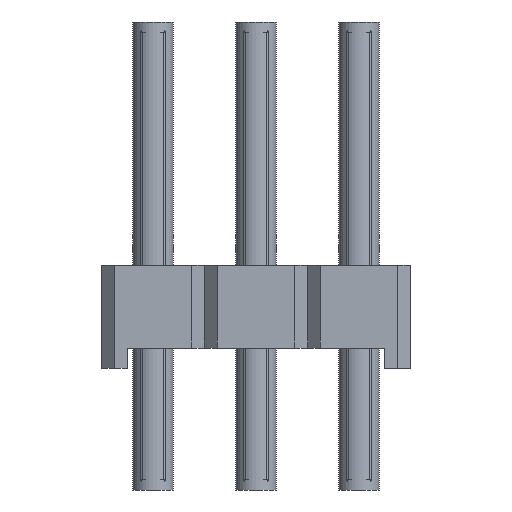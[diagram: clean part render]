
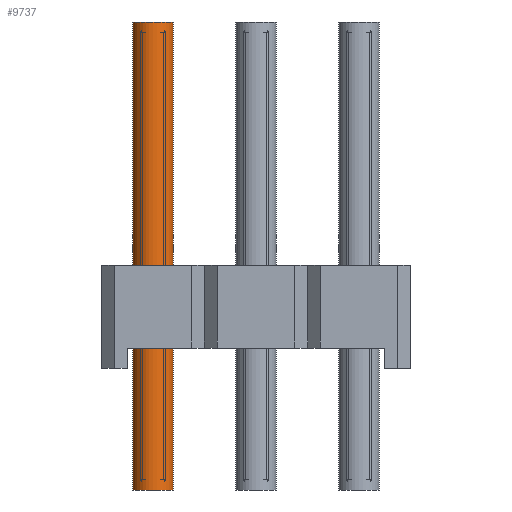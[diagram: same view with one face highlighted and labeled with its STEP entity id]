
A CAD part, left-side view. The second image highlights one B-rep face of the part: STEP entity #9737.
In plain terms, the highlighted cylindrical face has radius 0.5 mm (diameter 1 mm), a full revolution.
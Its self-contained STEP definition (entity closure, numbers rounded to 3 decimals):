
#203=CIRCLE('',#10278,0.5);
#204=CIRCLE('',#10279,0.5);
#576=CYLINDRICAL_SURFACE('',#10277,0.5);
#869=ORIENTED_EDGE('',*,*,#3727,.F.);
#870=ORIENTED_EDGE('',*,*,#3728,.T.);
#3727=EDGE_CURVE('',#5165,#5165,#203,.T.);
#3728=EDGE_CURVE('',#5166,#5166,#204,.T.);
#5165=VERTEX_POINT('',#14161);
#5166=VERTEX_POINT('',#14163);
#8273=EDGE_LOOP('',(#869));
#8274=EDGE_LOOP('',(#870));
#8853=FACE_BOUND('',#8273,.T.);
#8854=FACE_BOUND('',#8274,.T.);
#9737=ADVANCED_FACE('',(#8853,#8854),#576,.F.);
#10277=AXIS2_PLACEMENT_3D('',#14159,#11258,#11259);
#10278=AXIS2_PLACEMENT_3D('',#14160,#11260,#11261);
#10279=AXIS2_PLACEMENT_3D('',#14162,#11262,#11263);
#11258=DIRECTION('',(0.,0.,1.));
#11259=DIRECTION('',(1.,0.,0.));
#11260=DIRECTION('',(0.,0.,-1.));
#11261=DIRECTION('',(1.,0.,0.));
#11262=DIRECTION('',(0.,0.,-1.));
#11263=DIRECTION('',(1.,0.,0.));
#14159=CARTESIAN_POINT('',(0.,0.,0.));
#14160=CARTESIAN_POINT('',(0.,0.,11.54));
#14161=CARTESIAN_POINT('',(0.5,0.,11.54));
#14162=CARTESIAN_POINT('',(0.,0.,0.));
#14163=CARTESIAN_POINT('',(0.5,0.,0.));
